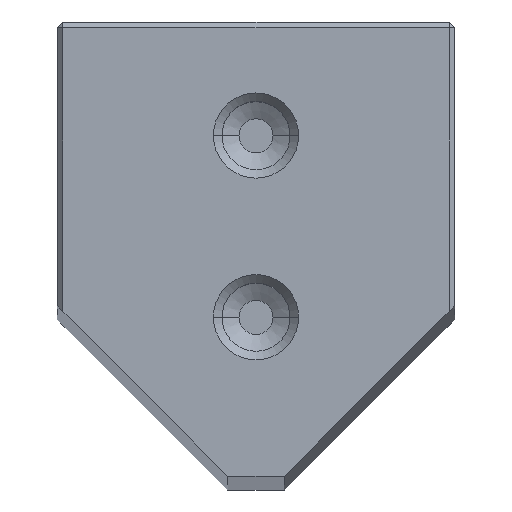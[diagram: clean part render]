
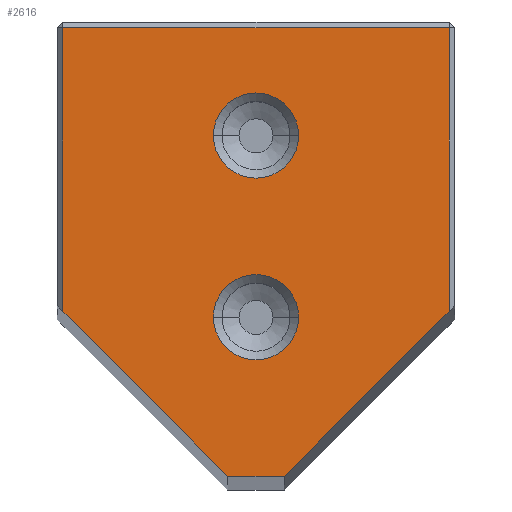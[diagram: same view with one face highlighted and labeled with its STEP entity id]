
A CAD part, top view. The second image highlights one B-rep face of the part: STEP entity #2616.
In plain terms, the highlighted planar face has unit normal (0, 0, 1).
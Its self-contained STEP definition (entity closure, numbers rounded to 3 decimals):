
#2616=ADVANCED_FACE('',(#3561,#3562,#3563),#2969,.T.);
#2969=PLANE('',#9425);
#3215=CIRCLE('',#9283,3.75);
#3217=CIRCLE('',#9286,3.75);
#3308=CIRCLE('',#9423,3.75);
#3309=CIRCLE('',#9424,3.75);
#3561=FACE_BOUND('',#3688,.T.);
#3562=FACE_BOUND('',#3689,.T.);
#3563=FACE_BOUND('',#3690,.T.);
#3688=EDGE_LOOP('',(#4566,#4567));
#3689=EDGE_LOOP('',(#4568,#4569));
#3690=EDGE_LOOP('',(#4570,#4571,#4572,#4573,#4574,#4575));
#4566=ORIENTED_EDGE('',*,*,#7069,.T.);
#4567=ORIENTED_EDGE('',*,*,#7248,.T.);
#4568=ORIENTED_EDGE('',*,*,#7065,.T.);
#4569=ORIENTED_EDGE('',*,*,#7249,.T.);
#4570=ORIENTED_EDGE('',*,*,#7226,.T.);
#4571=ORIENTED_EDGE('',*,*,#7250,.T.);
#4572=ORIENTED_EDGE('',*,*,#7251,.T.);
#4573=ORIENTED_EDGE('',*,*,#7252,.T.);
#4574=ORIENTED_EDGE('',*,*,#7232,.T.);
#4575=ORIENTED_EDGE('',*,*,#7228,.T.);
#6381=VERTEX_POINT('',#12101);
#6382=VERTEX_POINT('',#12103);
#6385=VERTEX_POINT('',#12110);
#6386=VERTEX_POINT('',#12112);
#6499=VERTEX_POINT('',#12422);
#6500=VERTEX_POINT('',#12424);
#6501=VERTEX_POINT('',#12428);
#6504=VERTEX_POINT('',#12436);
#6511=VERTEX_POINT('',#12464);
#6512=VERTEX_POINT('',#12466);
#7065=EDGE_CURVE('',#6382,#6381,#3215,.T.);
#7069=EDGE_CURVE('',#6386,#6385,#3217,.T.);
#7226=EDGE_CURVE('',#6500,#6499,#8075,.T.);
#7228=EDGE_CURVE('',#6501,#6500,#8077,.T.);
#7232=EDGE_CURVE('',#6504,#6501,#8081,.T.);
#7248=EDGE_CURVE('',#6385,#6386,#3308,.T.);
#7249=EDGE_CURVE('',#6381,#6382,#3309,.T.);
#7250=EDGE_CURVE('',#6499,#6511,#8090,.T.);
#7251=EDGE_CURVE('',#6511,#6512,#8091,.T.);
#7252=EDGE_CURVE('',#6512,#6504,#8092,.T.);
#8075=LINE('',#12423,#8785);
#8077=LINE('',#12427,#8787);
#8081=LINE('',#12435,#8791);
#8090=LINE('',#12463,#8800);
#8091=LINE('',#12465,#8801);
#8092=LINE('',#12467,#8802);
#8785=VECTOR('',#10268,1.);
#8787=VECTOR('',#10272,1.);
#8791=VECTOR('',#10278,1.);
#8800=VECTOR('',#10311,1.);
#8801=VECTOR('',#10312,1.);
#8802=VECTOR('',#10313,1.);
#9283=AXIS2_PLACEMENT_3D('',#12102,#9937,#9938);
#9286=AXIS2_PLACEMENT_3D('',#12111,#9945,#9946);
#9423=AXIS2_PLACEMENT_3D('',#12461,#10307,#10308);
#9424=AXIS2_PLACEMENT_3D('',#12462,#10309,#10310);
#9425=AXIS2_PLACEMENT_3D('',#12468,#10314,#10315);
#9937=DIRECTION('',(0.,0.,-1.));
#9938=DIRECTION('',(1.,0.,0.));
#9945=DIRECTION('',(0.,0.,-1.));
#9946=DIRECTION('',(1.,0.,0.));
#10268=DIRECTION('',(0.707,0.707,0.));
#10272=DIRECTION('',(1.,0.,0.));
#10278=DIRECTION('',(0.707,-0.707,0.));
#10307=DIRECTION('',(0.,0.,-1.));
#10308=DIRECTION('',(1.,0.,0.));
#10309=DIRECTION('',(0.,0.,-1.));
#10310=DIRECTION('',(1.,0.,0.));
#10311=DIRECTION('',(0.,1.,0.));
#10312=DIRECTION('',(-1.,0.,0.));
#10313=DIRECTION('',(0.,-1.,0.));
#10314=DIRECTION('',(0.,0.,1.));
#10315=DIRECTION('',(1.,0.,0.));
#12101=CARTESIAN_POINT('',(-3.75,64.,0.));
#12102=CARTESIAN_POINT('',(0.,64.,0.));
#12103=CARTESIAN_POINT('',(3.75,64.,0.));
#12110=CARTESIAN_POINT('',(-3.75,48.,0.));
#12111=CARTESIAN_POINT('',(0.,48.,0.));
#12112=CARTESIAN_POINT('',(3.75,48.,0.));
#12422=CARTESIAN_POINT('',(17.,48.5,0.));
#12423=CARTESIAN_POINT('',(2.5,34.,0.));
#12424=CARTESIAN_POINT('',(2.5,34.,0.));
#12427=CARTESIAN_POINT('',(-2.5,34.,0.));
#12428=CARTESIAN_POINT('',(-2.5,34.,0.));
#12435=CARTESIAN_POINT('',(-2.5,34.,0.));
#12436=CARTESIAN_POINT('',(-17.,48.5,0.));
#12461=CARTESIAN_POINT('',(0.,48.,0.));
#12462=CARTESIAN_POINT('',(0.,64.,0.));
#12463=CARTESIAN_POINT('',(17.,31.5,0.));
#12464=CARTESIAN_POINT('',(17.,73.5,0.));
#12465=CARTESIAN_POINT('',(0.,73.5,0.));
#12466=CARTESIAN_POINT('',(-17.,73.5,0.));
#12467=CARTESIAN_POINT('',(-17.,31.5,0.));
#12468=CARTESIAN_POINT('',(0.,31.5,0.));
